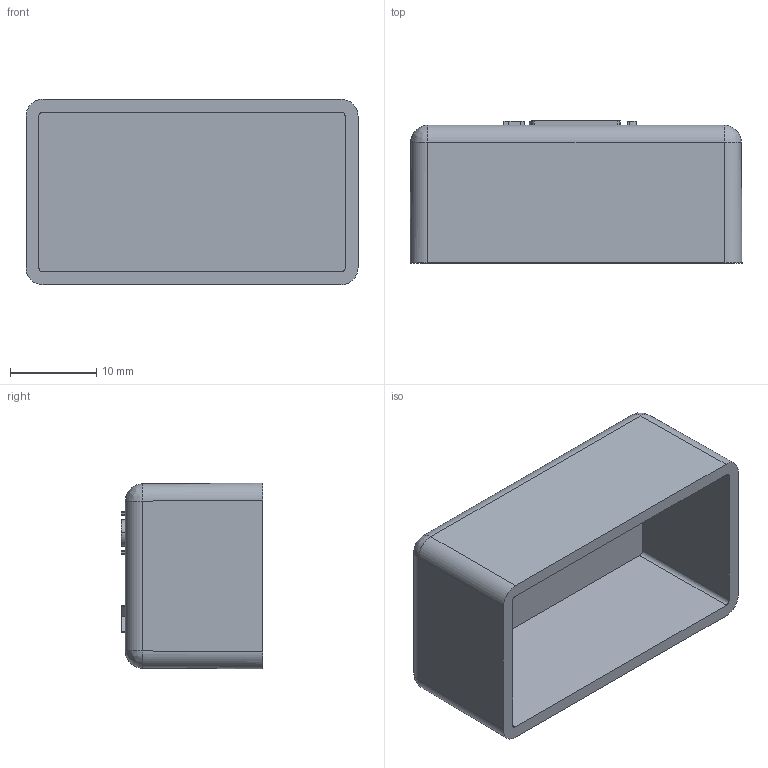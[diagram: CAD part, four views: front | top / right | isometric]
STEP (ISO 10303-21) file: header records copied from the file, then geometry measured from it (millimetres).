
FILE_DESCRIPTION(/* description */ (''),/* implementation_level */ '2;1');
FILE_NAME(/* name */ '1124502',/* time_stamp */ '2014-05-21T16:29:30+02:00',/* author */ (''),/* organization */ (''),/* preprocessor_version */ 'ST-DEVELOPER v15',/* originating_system */ '',/* authorisation */ '');
FILE_SCHEMA (('AUTOMOTIVE_DESIGN'));
Length unit declared in the file: millimetre
Products named in the file (1): Document
Bounding box: 38.6 x 16.5 x 21.6 mm (x, y, z)
Volume: 3713.6 mm3; surface area: 5036.2 mm2
Topology: 1 solids, 1 shells, 167 faces, 427 edges, 278 vertices
Faces by surface type: bspline 92, plane 75
Entity records: 8155 total; most frequent: CARTESIAN_POINT 5409, ORIENTED_EDGE 846, EDGE_CURVE 423, B_SPLINE_CURVE_WITH_KNOTS 352, VERTEX_POINT 278, EDGE_LOOP 187, ADVANCED_FACE 167, FACE_OUTER_BOUND 167
